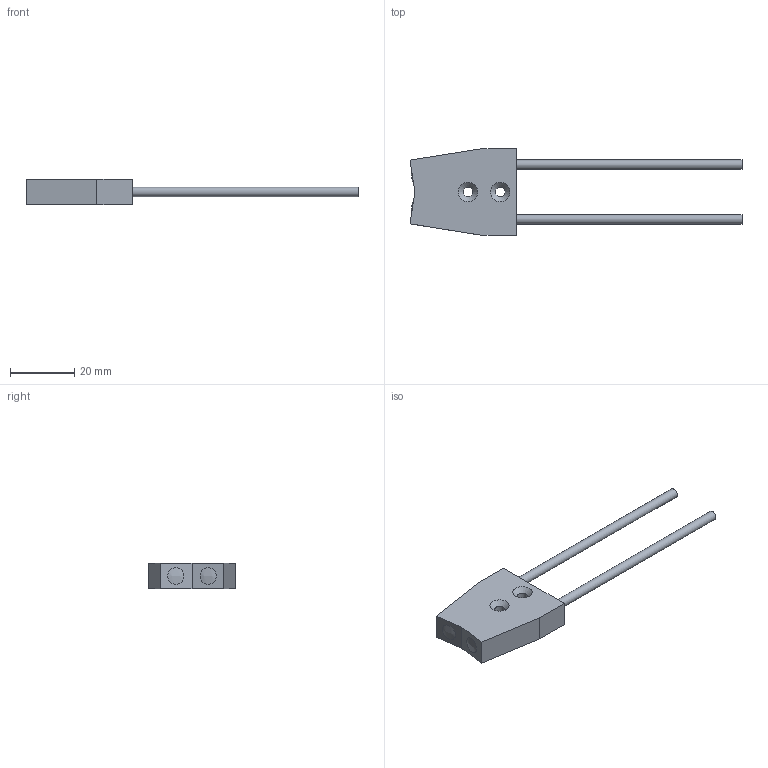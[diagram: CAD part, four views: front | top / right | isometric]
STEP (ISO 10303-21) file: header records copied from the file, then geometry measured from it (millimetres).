
FILE_DESCRIPTION(/* description */ (''),/* implementation_level */ '2;1');
FILE_NAME(/* name */ 'GPF-D052-ST-2.0.stp',/* time_stamp */ '2018-12-14T17:45:12+09:00',/* author */ ('user'),/* organization */ (''),/* preprocessor_version */ 'ST-DEVELOPER v17',/* originating_system */ 'Autodesk Inventor 2018',/* authorisation */ '');
FILE_SCHEMA (('AUTOMOTIVE_DESIGN { 1 0 10303 214 3 1 1 }'));
Length unit declared in the file: millimetre
Products named in the file (1): GPF-D025-ST250-2.0
Bounding box: 103 x 26.76 x 8 mm (x, y, z)
Volume: 7115.9 mm3; surface area: 3880.4 mm2
Topology: 1 solids, 1 shells, 19 faces, 43 edges, 30 vertices
Faces by surface type: plane 11, cylinder 4, sphere 2, cone 2
Full cylindrical faces by diameter (mm): 2.9 x2, 3.1 x2
Entity records: 601 total; most frequent: DIRECTION 99, CARTESIAN_POINT 93, ORIENTED_EDGE 86, EDGE_CURVE 43, AXIS2_PLACEMENT_3D 36, VERTEX_POINT 30, LINE 27, VECTOR 27
